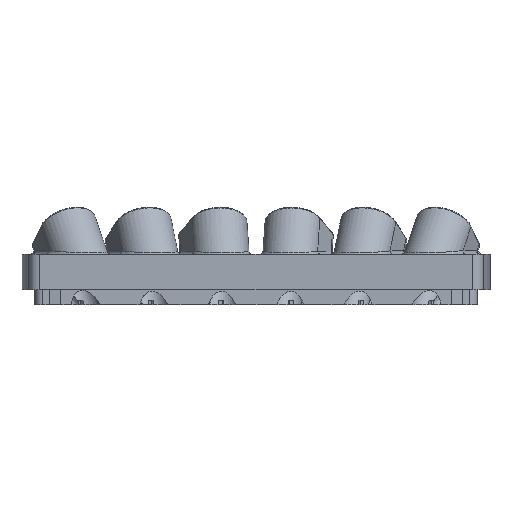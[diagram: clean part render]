
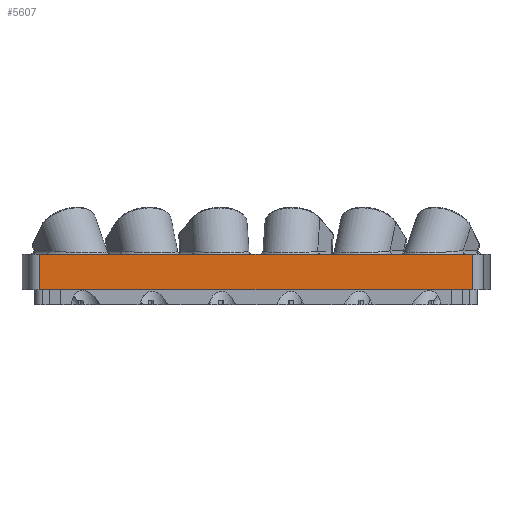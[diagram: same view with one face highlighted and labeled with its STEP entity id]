
A CAD part, front view. The second image highlights one B-rep face of the part: STEP entity #5607.
In plain terms, the highlighted planar face has unit normal (0, -1, 0).
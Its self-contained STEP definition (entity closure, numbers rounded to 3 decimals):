
#193=PLANE('',#6088);
#480=FACE_OUTER_BOUND('',#794,.T.);
#794=EDGE_LOOP('',(#4442,#4443,#4444,#4445));
#1601=LINE('',#15915,#1941);
#1616=LINE('',#16064,#1956);
#1640=LINE('',#16593,#1980);
#1641=LINE('',#16595,#1981);
#1941=VECTOR('',#7068,1.);
#1956=VECTOR('',#7131,1.);
#1980=VECTOR('',#7195,1.);
#1981=VECTOR('',#7198,1.);
#2485=VERTEX_POINT('',#15912);
#2486=VERTEX_POINT('',#15914);
#2503=VERTEX_POINT('',#16061);
#2504=VERTEX_POINT('',#16063);
#3196=EDGE_CURVE('',#2485,#2486,#1601,.T.);
#3225=EDGE_CURVE('',#2503,#2504,#1616,.T.);
#3274=EDGE_CURVE('',#2504,#2485,#1640,.T.);
#3275=EDGE_CURVE('',#2503,#2486,#1641,.T.);
#4442=ORIENTED_EDGE('',*,*,#3225,.F.);
#4443=ORIENTED_EDGE('',*,*,#3275,.T.);
#4444=ORIENTED_EDGE('',*,*,#3196,.F.);
#4445=ORIENTED_EDGE('',*,*,#3274,.F.);
#5607=ADVANCED_FACE('',(#480),#193,.T.);
#6088=AXIS2_PLACEMENT_3D('',#16594,#7196,#7197);
#7068=DIRECTION('',(-1.,0.,0.));
#7131=DIRECTION('',(1.,0.,0.));
#7195=DIRECTION('',(0.,0.,-1.));
#7196=DIRECTION('center_axis',(0.,-1.,0.));
#7197=DIRECTION('ref_axis',(-1.,0.,0.));
#7198=DIRECTION('',(0.,0.,-1.));
#15912=CARTESIAN_POINT('',(71.209,-18.4,-1.6));
#15914=CARTESIAN_POINT('',(-71.209,-18.4,-1.6));
#15915=CARTESIAN_POINT('',(-71.209,-18.4,-1.6));
#16061=CARTESIAN_POINT('',(-71.209,-18.4,10.));
#16063=CARTESIAN_POINT('',(71.209,-18.4,10.));
#16064=CARTESIAN_POINT('',(-71.209,-18.4,10.));
#16593=CARTESIAN_POINT('',(71.209,-18.4,10.));
#16594=CARTESIAN_POINT('Origin',(71.209,-18.4,10.));
#16595=CARTESIAN_POINT('',(-71.209,-18.4,10.));
